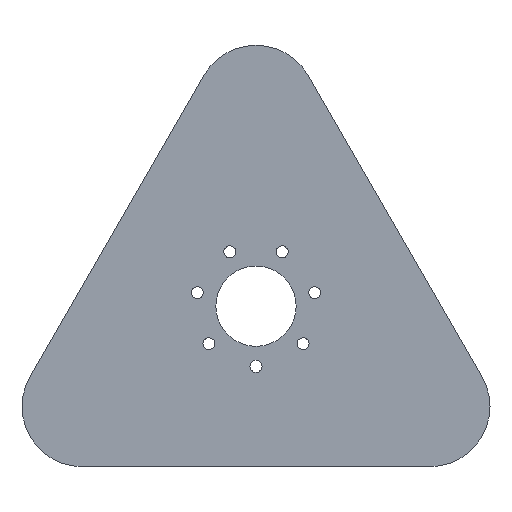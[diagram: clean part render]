
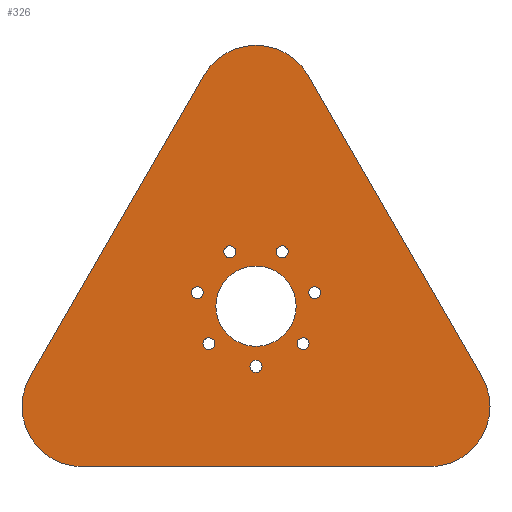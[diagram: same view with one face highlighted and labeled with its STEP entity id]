
A CAD part, front view. The second image highlights one B-rep face of the part: STEP entity #326.
In plain terms, the highlighted planar face has unit normal (0, -1, 0).
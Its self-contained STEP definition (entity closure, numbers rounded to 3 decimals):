
#23=FACE_BOUND('',#76,.T.);
#24=FACE_BOUND('',#77,.T.);
#25=FACE_BOUND('',#78,.T.);
#26=FACE_BOUND('',#79,.T.);
#27=FACE_BOUND('',#80,.T.);
#28=FACE_BOUND('',#81,.T.);
#29=FACE_BOUND('',#82,.T.);
#30=FACE_BOUND('',#83,.T.);
#35=PLANE('',#378);
#51=FACE_OUTER_BOUND('',#75,.T.);
#75=EDGE_LOOP('',(#286,#287,#288,#289,#290,#291));
#76=EDGE_LOOP('',(#292));
#77=EDGE_LOOP('',(#293));
#78=EDGE_LOOP('',(#294));
#79=EDGE_LOOP('',(#295));
#80=EDGE_LOOP('',(#296));
#81=EDGE_LOOP('',(#297));
#82=EDGE_LOOP('',(#298));
#83=EDGE_LOOP('',(#299));
#89=LINE('',#515,#109);
#94=LINE('',#528,#114);
#103=LINE('',#562,#123);
#109=VECTOR('',#416,10.);
#114=VECTOR('',#431,10.);
#123=VECTOR('',#474,10.);
#125=CIRCLE('',#343,30.);
#136=CIRCLE('',#357,30.);
#137=CIRCLE('',#359,30.);
#138=CIRCLE('',#362,3.);
#139=CIRCLE('',#364,3.);
#140=CIRCLE('',#366,3.);
#141=CIRCLE('',#368,3.);
#142=CIRCLE('',#370,3.);
#143=CIRCLE('',#372,20.);
#144=CIRCLE('',#374,3.);
#145=CIRCLE('',#376,3.);
#148=VERTEX_POINT('',#482);
#149=VERTEX_POINT('',#484);
#162=VERTEX_POINT('',#514);
#163=VERTEX_POINT('',#518);
#164=VERTEX_POINT('',#522);
#165=VERTEX_POINT('',#524);
#166=VERTEX_POINT('',#530);
#167=VERTEX_POINT('',#534);
#168=VERTEX_POINT('',#538);
#169=VERTEX_POINT('',#542);
#170=VERTEX_POINT('',#546);
#171=VERTEX_POINT('',#550);
#172=VERTEX_POINT('',#554);
#173=VERTEX_POINT('',#558);
#176=EDGE_CURVE('',#148,#149,#125,.T.);
#191=EDGE_CURVE('',#149,#162,#89,.T.);
#193=EDGE_CURVE('',#162,#163,#136,.T.);
#196=EDGE_CURVE('',#164,#165,#137,.T.);
#198=EDGE_CURVE('',#165,#148,#94,.T.);
#200=EDGE_CURVE('',#166,#166,#138,.T.);
#202=EDGE_CURVE('',#167,#167,#139,.T.);
#204=EDGE_CURVE('',#168,#168,#140,.T.);
#206=EDGE_CURVE('',#169,#169,#141,.T.);
#208=EDGE_CURVE('',#170,#170,#142,.T.);
#210=EDGE_CURVE('',#171,#171,#143,.T.);
#212=EDGE_CURVE('',#172,#172,#144,.T.);
#214=EDGE_CURVE('',#173,#173,#145,.T.);
#215=EDGE_CURVE('',#163,#164,#103,.T.);
#286=ORIENTED_EDGE('',*,*,#176,.F.);
#287=ORIENTED_EDGE('',*,*,#198,.F.);
#288=ORIENTED_EDGE('',*,*,#196,.F.);
#289=ORIENTED_EDGE('',*,*,#215,.F.);
#290=ORIENTED_EDGE('',*,*,#193,.F.);
#291=ORIENTED_EDGE('',*,*,#191,.F.);
#292=ORIENTED_EDGE('',*,*,#214,.F.);
#293=ORIENTED_EDGE('',*,*,#212,.F.);
#294=ORIENTED_EDGE('',*,*,#210,.F.);
#295=ORIENTED_EDGE('',*,*,#208,.F.);
#296=ORIENTED_EDGE('',*,*,#206,.F.);
#297=ORIENTED_EDGE('',*,*,#204,.F.);
#298=ORIENTED_EDGE('',*,*,#202,.F.);
#299=ORIENTED_EDGE('',*,*,#200,.F.);
#326=ADVANCED_FACE('',(#51,#23,#24,#25,#26,#27,#28,#29,#30),#35,.F.);
#343=AXIS2_PLACEMENT_3D('',#485,#386,#387);
#357=AXIS2_PLACEMENT_3D('',#519,#420,#421);
#359=AXIS2_PLACEMENT_3D('',#525,#426,#427);
#362=AXIS2_PLACEMENT_3D('',#532,#435,#436);
#364=AXIS2_PLACEMENT_3D('',#536,#440,#441);
#366=AXIS2_PLACEMENT_3D('',#540,#445,#446);
#368=AXIS2_PLACEMENT_3D('',#544,#450,#451);
#370=AXIS2_PLACEMENT_3D('',#548,#455,#456);
#372=AXIS2_PLACEMENT_3D('',#552,#460,#461);
#374=AXIS2_PLACEMENT_3D('',#556,#465,#466);
#376=AXIS2_PLACEMENT_3D('',#560,#470,#471);
#378=AXIS2_PLACEMENT_3D('',#563,#475,#476);
#386=DIRECTION('center_axis',(0.,1.,0.));
#387=DIRECTION('ref_axis',(-0.866,0.,-0.5));
#416=DIRECTION('',(0.5,0.,0.866));
#420=DIRECTION('center_axis',(0.,1.,0.));
#421=DIRECTION('ref_axis',(0.,0.,1.));
#426=DIRECTION('center_axis',(0.,1.,0.));
#427=DIRECTION('ref_axis',(0.866,0.,-0.5));
#431=DIRECTION('',(-1.,0.,0.));
#435=DIRECTION('center_axis',(0.,-1.,0.));
#436=DIRECTION('ref_axis',(1.,0.,0.));
#440=DIRECTION('center_axis',(0.,-1.,0.));
#441=DIRECTION('ref_axis',(1.,0.,0.));
#445=DIRECTION('center_axis',(0.,-1.,0.));
#446=DIRECTION('ref_axis',(1.,0.,0.));
#450=DIRECTION('center_axis',(0.,-1.,0.));
#451=DIRECTION('ref_axis',(1.,0.,0.));
#455=DIRECTION('center_axis',(0.,-1.,0.));
#456=DIRECTION('ref_axis',(1.,0.,0.));
#460=DIRECTION('center_axis',(0.,-1.,0.));
#461=DIRECTION('ref_axis',(1.,0.,0.));
#465=DIRECTION('center_axis',(0.,-1.,0.));
#466=DIRECTION('ref_axis',(1.,0.,0.));
#470=DIRECTION('center_axis',(0.,-1.,0.));
#471=DIRECTION('ref_axis',(1.,0.,0.));
#474=DIRECTION('',(0.5,0.,-0.866));
#475=DIRECTION('center_axis',(0.,1.,0.));
#476=DIRECTION('ref_axis',(1.,0.,0.));
#482=CARTESIAN_POINT('',(-86.603,0.,-80.));
#484=CARTESIAN_POINT('',(-112.583,0.,-35.));
#485=CARTESIAN_POINT('Origin',(-86.603,0.,-50.));
#514=CARTESIAN_POINT('',(-25.981,0.,115.));
#515=CARTESIAN_POINT('',(-138.564,0.,-80.));
#518=CARTESIAN_POINT('',(25.981,0.,115.));
#519=CARTESIAN_POINT('Origin',(0.,0.,100.));
#522=CARTESIAN_POINT('',(112.583,0.,-35.));
#524=CARTESIAN_POINT('',(86.603,0.,-80.));
#525=CARTESIAN_POINT('Origin',(86.603,0.,-50.));
#528=CARTESIAN_POINT('',(138.564,0.,-80.));
#530=CARTESIAN_POINT('',(26.248,0.,6.676));
#532=CARTESIAN_POINT('Origin',(29.248,0.,6.676));
#534=CARTESIAN_POINT('',(-16.017,0.,27.029));
#536=CARTESIAN_POINT('Origin',(-13.017,0.,27.029));
#538=CARTESIAN_POINT('',(-26.455,0.,-18.705));
#540=CARTESIAN_POINT('Origin',(-23.455,0.,-18.705));
#542=CARTESIAN_POINT('',(-3.,0.,-30.));
#544=CARTESIAN_POINT('Origin',(0.,0.,-30.));
#546=CARTESIAN_POINT('',(20.455,0.,-18.705));
#548=CARTESIAN_POINT('Origin',(23.455,0.,-18.705));
#550=CARTESIAN_POINT('',(-20.,0.,0.));
#552=CARTESIAN_POINT('Origin',(0.,0.,0.));
#554=CARTESIAN_POINT('',(10.017,0.,27.029));
#556=CARTESIAN_POINT('Origin',(13.017,0.,27.029));
#558=CARTESIAN_POINT('',(-32.248,0.,6.676));
#560=CARTESIAN_POINT('Origin',(-29.248,0.,6.676));
#562=CARTESIAN_POINT('',(0.,0.,160.));
#563=CARTESIAN_POINT('Origin',(0.,0.,40.));
